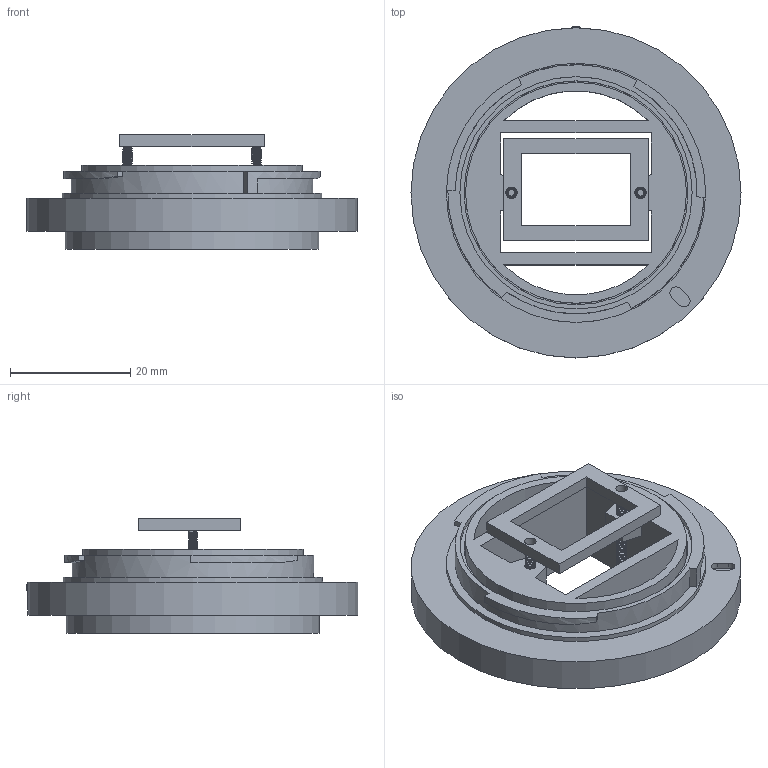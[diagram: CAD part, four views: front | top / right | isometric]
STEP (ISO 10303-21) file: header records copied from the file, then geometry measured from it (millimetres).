
FILE_DESCRIPTION(/* description */ (''),/* implementation_level */ '2;1');
FILE_NAME(/* name */ 'X-mount Diffuser Attachment.step',/* time_stamp */ '2021-01-26T13:17:25-08:00',/* author */ (''),/* organization */ (''),/* preprocessor_version */ 'ST-DEVELOPER v18.1',/* originating_system */ 'Autodesk Translation Framework v9.7.1.1290',/* authorisation */ '');
FILE_SCHEMA (('AUTOMOTIVE_DESIGN { 1 0 10303 214 3 1 1 }'));
Length unit declared in the file: millimetre
Products named in the file (7): FUJI_XMount; 90591A109_NO THREADS_ZINC-PLATED STEEL HEX NUT; Component2; 90710A145; 91800A011; 90710A145(Mirror); 91800A011(Mirror)
Assembly tree (6 placements, depth 2):
  FUJI_XMount
    90591A109_NO THREADS_ZINC-PLATED STEEL HEX NUT
    Component2
    90710A145
    91800A011
    90710A145(Mirror)
    91800A011(Mirror)
Bounding box: 55 x 55.3 x 19.03 mm (x, y, z)
Volume: 15168.8 mm3; surface area: 12508.8 mm2
Topology: 10 solids, 10 shells, 391 faces, 1046 edges, 685 vertices
Faces by surface type: cylinder 214, plane 113, cone 48, bspline 8, sphere 4, torus 4
Full cylindrical faces by diameter (mm): 1 x1, 1.17 x88, 1.6 x91, 1.8 x2, 1.9 x2, 36.8 x1, 37.3 x1, 38.7 x1, 42.19 x1, 43.2 x1, 55 x1
Entity records: 25431 total; most frequent: CARTESIAN_POINT 16570, ORIENTED_EDGE 2092, DIRECTION 1481, EDGE_CURVE 1046, VERTEX_POINT 685, AXIS2_PLACEMENT_3D 533, EDGE_LOOP 425, LINE 415
